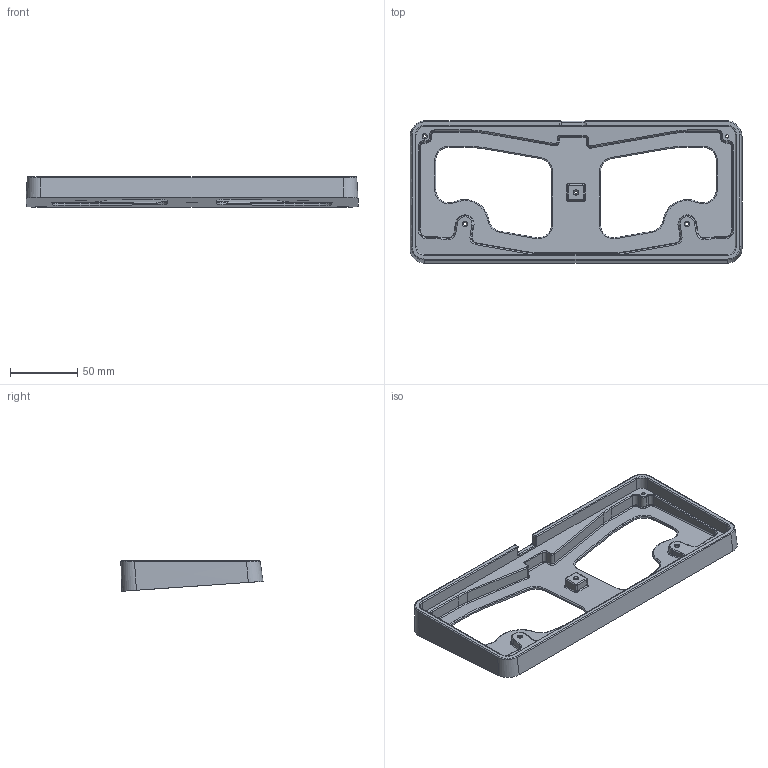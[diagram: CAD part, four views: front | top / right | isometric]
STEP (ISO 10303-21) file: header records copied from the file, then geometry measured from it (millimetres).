
FILE_DESCRIPTION(('FreeCAD Model'),'2;1');
FILE_NAME('Open CASCADE Shape Model','2024-04-10T21:53:13',(''),(''), 'Open CASCADE STEP processor 7.6','FreeCAD','Unknown');
FILE_SCHEMA(('AUTOMOTIVE_DESIGN { 1 0 10303 214 1 1 1 1 }'));
Length unit declared in the file: millimetre
Products named in the file (1): Body
Bounding box: 246.25 x 105.47 x 22.67 mm (x, y, z)
Volume: 111116.4 mm3; surface area: 58483.3 mm2
Topology: 1 solids, 1 shells, 286 faces, 674 edges, 387 vertices
Faces by surface type: cylinder 130, plane 50, bspline 50, torus 48, sphere 4, revolution 4
Full cylindrical faces by diameter (mm): 2.42 x5
Entity records: 22623 total; most frequent: CARTESIAN_POINT 9542, DIRECTION 2417, LINE 1371, VECTOR 1371, ORIENTED_EDGE 1340, PCURVE 1340, DEFINITIONAL_REPRESENTATION 1340, EDGE_CURVE 670
